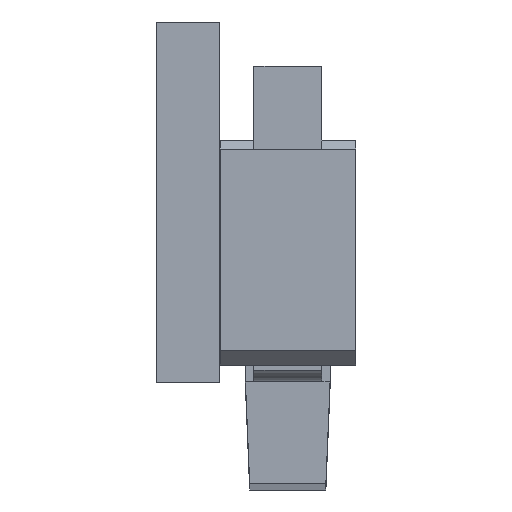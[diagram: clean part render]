
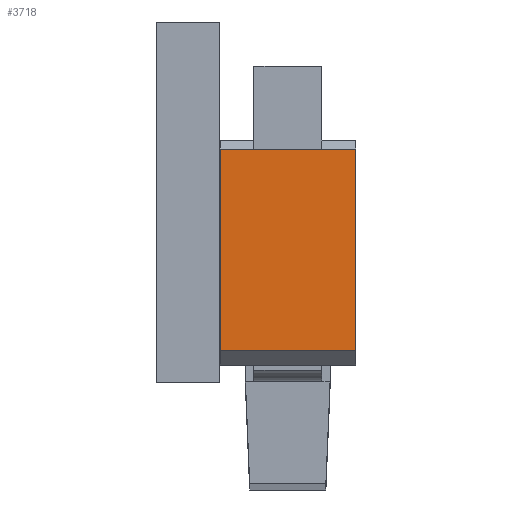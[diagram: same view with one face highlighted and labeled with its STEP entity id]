
A CAD part, left-side view. The second image highlights one B-rep face of the part: STEP entity #3718.
In plain terms, the highlighted planar face has unit normal (-1, 0, 0).
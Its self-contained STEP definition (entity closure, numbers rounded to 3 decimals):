
#2244 = PLANE('',#2245);
#2245 = AXIS2_PLACEMENT_3D('',#2246,#2247,#2248);
#2246 = CARTESIAN_POINT('',(-1.6,-6.4,
    -6.));
#2247 = DIRECTION('',(0.,0.,-1.));
#2248 = DIRECTION('',(1.,0.,0.));
#2420 = VERTEX_POINT('',#2421);
#2421 = CARTESIAN_POINT('',(-1.6,0.,
    -6.));
#2435 = PLANE('',#2436);
#2436 = AXIS2_PLACEMENT_3D('',#2437,#2438,#2439);
#2437 = CARTESIAN_POINT('',(-1.6,0.,
    -6.));
#2438 = DIRECTION('',(0.,-1.,0.));
#2439 = DIRECTION('',(-1.,0.,0.));
#2447 = EDGE_CURVE('',#2448,#2420,#2450,.T.);
#2448 = VERTEX_POINT('',#2449);
#2449 = CARTESIAN_POINT('',(-1.6,-6.4,
    -6.));
#2450 = SURFACE_CURVE('',#2451,(#2455,#2462),.PCURVE_S1.);
#2451 = LINE('',#2452,#2453);
#2452 = CARTESIAN_POINT('',(-1.6,-6.4,
    -6.));
#2453 = VECTOR('',#2454,1.);
#2454 = DIRECTION('',(0.,1.,0.));
#2455 = PCURVE('',#2244,#2456);
#2456 = DEFINITIONAL_REPRESENTATION('',(#2457),#2461);
#2457 = LINE('',#2458,#2459);
#2458 = CARTESIAN_POINT('',(0.,0.));
#2459 = VECTOR('',#2460,1.);
#2460 = DIRECTION('',(-0.,-1.));
#2461 = ( GEOMETRIC_REPRESENTATION_CONTEXT(2) 
PARAMETRIC_REPRESENTATION_CONTEXT() REPRESENTATION_CONTEXT('2D SPACE',''
  ) );
#2462 = PCURVE('',#2463,#2468);
#2463 = PLANE('',#2464);
#2464 = AXIS2_PLACEMENT_3D('',#2465,#2466,#2467);
#2465 = CARTESIAN_POINT('',(-1.6,-6.4,
    -15.5));
#2466 = DIRECTION('',(1.,0.,0.));
#2467 = DIRECTION('',(0.,0.,1.));
#2468 = DEFINITIONAL_REPRESENTATION('',(#2469),#2473);
#2469 = LINE('',#2470,#2471);
#2470 = CARTESIAN_POINT('',(9.5,0.));
#2471 = VECTOR('',#2472,1.);
#2472 = DIRECTION('',(0.,-1.));
#2473 = ( GEOMETRIC_REPRESENTATION_CONTEXT(2) 
PARAMETRIC_REPRESENTATION_CONTEXT() REPRESENTATION_CONTEXT('2D SPACE',''
  ) );
#2491 = PLANE('',#2492);
#2492 = AXIS2_PLACEMENT_3D('',#2493,#2494,#2495);
#2493 = CARTESIAN_POINT('',(-1.6,-6.4,
    -6.));
#2494 = DIRECTION('',(0.,-1.,0.));
#2495 = DIRECTION('',(-1.,0.,0.));
#2869 = EDGE_CURVE('',#2448,#2870,#2872,.T.);
#2870 = VERTEX_POINT('',#2871);
#2871 = CARTESIAN_POINT('',(-1.6,-6.4,
    -15.5));
#2872 = SURFACE_CURVE('',#2873,(#2877,#2884),.PCURVE_S1.);
#2873 = LINE('',#2874,#2875);
#2874 = CARTESIAN_POINT('',(-1.6,-6.4,
    -15.5));
#2875 = VECTOR('',#2876,1.);
#2876 = DIRECTION('',(0.,0.,-1.));
#2877 = PCURVE('',#2491,#2878);
#2878 = DEFINITIONAL_REPRESENTATION('',(#2879),#2883);
#2879 = LINE('',#2880,#2881);
#2880 = CARTESIAN_POINT('',(0.,9.5));
#2881 = VECTOR('',#2882,1.);
#2882 = DIRECTION('',(0.,1.));
#2883 = ( GEOMETRIC_REPRESENTATION_CONTEXT(2) 
PARAMETRIC_REPRESENTATION_CONTEXT() REPRESENTATION_CONTEXT('2D SPACE',''
  ) );
#2884 = PCURVE('',#2463,#2885);
#2885 = DEFINITIONAL_REPRESENTATION('',(#2886),#2890);
#2886 = LINE('',#2887,#2888);
#2887 = CARTESIAN_POINT('',(0.,0.));
#2888 = VECTOR('',#2889,1.);
#2889 = DIRECTION('',(-1.,0.));
#2890 = ( GEOMETRIC_REPRESENTATION_CONTEXT(2) 
PARAMETRIC_REPRESENTATION_CONTEXT() REPRESENTATION_CONTEXT('2D SPACE',''
  ) );
#2908 = PLANE('',#2909);
#2909 = AXIS2_PLACEMENT_3D('',#2910,#2911,#2912);
#2910 = CARTESIAN_POINT('',(8.5,-6.4,
    -15.5));
#2911 = DIRECTION('',(0.,0.,1.));
#2912 = DIRECTION('',(-1.,0.,0.));
#3649 = VERTEX_POINT('',#3650);
#3650 = CARTESIAN_POINT('',(-1.6,0.,
    -15.5));
#3671 = EDGE_CURVE('',#2420,#3649,#3672,.T.);
#3672 = SURFACE_CURVE('',#3673,(#3677,#3684),.PCURVE_S1.);
#3673 = LINE('',#3674,#3675);
#3674 = CARTESIAN_POINT('',(-1.6,0.,
    -15.5));
#3675 = VECTOR('',#3676,1.);
#3676 = DIRECTION('',(0.,0.,-1.));
#3677 = PCURVE('',#2435,#3678);
#3678 = DEFINITIONAL_REPRESENTATION('',(#3679),#3683);
#3679 = LINE('',#3680,#3681);
#3680 = CARTESIAN_POINT('',(0.,9.5));
#3681 = VECTOR('',#3682,1.);
#3682 = DIRECTION('',(0.,1.));
#3683 = ( GEOMETRIC_REPRESENTATION_CONTEXT(2) 
PARAMETRIC_REPRESENTATION_CONTEXT() REPRESENTATION_CONTEXT('2D SPACE',''
  ) );
#3684 = PCURVE('',#2463,#3685);
#3685 = DEFINITIONAL_REPRESENTATION('',(#3686),#3690);
#3686 = LINE('',#3687,#3688);
#3687 = CARTESIAN_POINT('',(0.,-6.4));
#3688 = VECTOR('',#3689,1.);
#3689 = DIRECTION('',(-1.,0.));
#3690 = ( GEOMETRIC_REPRESENTATION_CONTEXT(2) 
PARAMETRIC_REPRESENTATION_CONTEXT() REPRESENTATION_CONTEXT('2D SPACE',''
  ) );
#3718 = ADVANCED_FACE('',(#3719),#2463,.F.);
#3719 = FACE_BOUND('',#3720,.T.);
#3720 = EDGE_LOOP('',(#3721,#3722,#3743,#3744));
#3721 = ORIENTED_EDGE('',*,*,#3671,.T.);
#3722 = ORIENTED_EDGE('',*,*,#3723,.F.);
#3723 = EDGE_CURVE('',#2870,#3649,#3724,.T.);
#3724 = SURFACE_CURVE('',#3725,(#3729,#3736),.PCURVE_S1.);
#3725 = LINE('',#3726,#3727);
#3726 = CARTESIAN_POINT('',(-1.6,-6.4,
    -15.5));
#3727 = VECTOR('',#3728,1.);
#3728 = DIRECTION('',(0.,1.,0.));
#3729 = PCURVE('',#2463,#3730);
#3730 = DEFINITIONAL_REPRESENTATION('',(#3731),#3735);
#3731 = LINE('',#3732,#3733);
#3732 = CARTESIAN_POINT('',(0.,0.));
#3733 = VECTOR('',#3734,1.);
#3734 = DIRECTION('',(0.,-1.));
#3735 = ( GEOMETRIC_REPRESENTATION_CONTEXT(2) 
PARAMETRIC_REPRESENTATION_CONTEXT() REPRESENTATION_CONTEXT('2D SPACE',''
  ) );
#3736 = PCURVE('',#2908,#3737);
#3737 = DEFINITIONAL_REPRESENTATION('',(#3738),#3742);
#3738 = LINE('',#3739,#3740);
#3739 = CARTESIAN_POINT('',(10.1,0.));
#3740 = VECTOR('',#3741,1.);
#3741 = DIRECTION('',(0.,-1.));
#3742 = ( GEOMETRIC_REPRESENTATION_CONTEXT(2) 
PARAMETRIC_REPRESENTATION_CONTEXT() REPRESENTATION_CONTEXT('2D SPACE',''
  ) );
#3743 = ORIENTED_EDGE('',*,*,#2869,.F.);
#3744 = ORIENTED_EDGE('',*,*,#2447,.T.);
